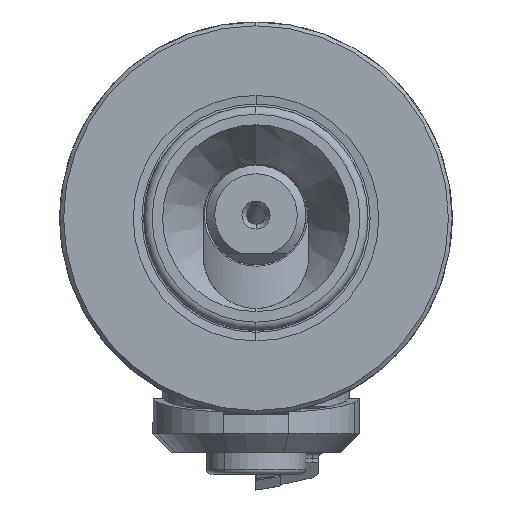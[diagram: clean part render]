
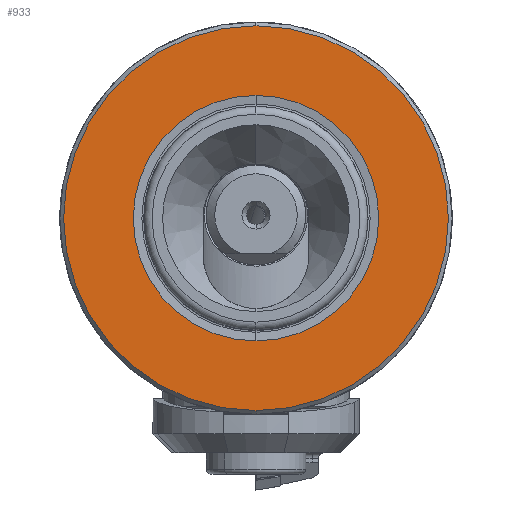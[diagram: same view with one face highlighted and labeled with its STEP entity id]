
A CAD part, left-side view. The second image highlights one B-rep face of the part: STEP entity #933.
In plain terms, the highlighted planar face has unit normal (-1, 0, 0).
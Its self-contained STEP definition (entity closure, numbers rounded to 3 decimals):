
#826 = CIRCLE ( 'NONE', #3621, 19.715 ) ;
#933 = ADVANCED_FACE ( 'NONE', ( #13403, #6374 ), #20515, .F. ) ;
#1660 = CIRCLE ( 'NONE', #37297, 30.9 ) ;
#2026 = AXIS2_PLACEMENT_3D ( 'NONE', #24339, #6518, #27350 ) ;
#3546 = EDGE_CURVE ( 'NONE', #29549, #6661, #28564, .T. ) ;
#3621 = AXIS2_PLACEMENT_3D ( 'NONE', #6102, #26943, #9071 ) ;
#3740 = CARTESIAN_POINT ( 'NONE',  ( 0., 0., 0. ) ) ;
#5486 = VERTEX_POINT ( 'NONE', #21517 ) ;
#5700 = DIRECTION ( 'NONE',  ( 0., 0., -1. ) ) ;
#6102 = CARTESIAN_POINT ( 'NONE',  ( 0., 0., 0. ) ) ;
#6355 = CARTESIAN_POINT ( 'NONE',  ( 0., 0., 19.715 ) ) ;
#6374 = FACE_OUTER_BOUND ( 'NONE', #38344, .T. ) ;
#6518 = DIRECTION ( 'NONE',  ( -1., 0., 0. ) ) ;
#6661 = VERTEX_POINT ( 'NONE', #10317 ) ;
#6676 = DIRECTION ( 'NONE',  ( 0., 0., 1. ) ) ;
#7138 = CARTESIAN_POINT ( 'NONE',  ( 0., 0., 0. ) ) ;
#9071 = DIRECTION ( 'NONE',  ( 0., 0., 1. ) ) ;
#9206 = ORIENTED_EDGE ( 'NONE', *, *, #14310, .T. ) ;
#9481 = EDGE_CURVE ( 'NONE', #19434, #5486, #17213, .T. ) ;
#10150 = DIRECTION ( 'NONE',  ( 0., 0., 1. ) ) ;
#10317 = CARTESIAN_POINT ( 'NONE',  ( 0., 0., -30.9 ) ) ;
#10418 = EDGE_LOOP ( 'NONE', ( #24981, #29089 ) ) ;
#13403 = FACE_BOUND ( 'NONE', #10418, .T. ) ;
#14310 = EDGE_CURVE ( 'NONE', #6661, #29549, #1660, .T. ) ;
#17213 = CIRCLE ( 'NONE', #37211, 19.715 ) ;
#17564 = CARTESIAN_POINT ( 'NONE',  ( 0., 19.715, 0. ) ) ;
#19434 = VERTEX_POINT ( 'NONE', #6355 ) ;
#19687 = CARTESIAN_POINT ( 'NONE',  ( 0., 0., 30.9 ) ) ;
#20515 = PLANE ( 'NONE',  #38519 ) ;
#21097 = ORIENTED_EDGE ( 'NONE', *, *, #3546, .T. ) ;
#21517 = CARTESIAN_POINT ( 'NONE',  ( 0., 0., -19.715 ) ) ;
#21573 = EDGE_CURVE ( 'NONE', #5486, #19434, #826, .T. ) ;
#23492 = DIRECTION ( 'NONE',  ( 1., 0., 0. ) ) ;
#24339 = CARTESIAN_POINT ( 'NONE',  ( 0., 0., 0. ) ) ;
#24518 = DIRECTION ( 'NONE',  ( -1., 0., 0. ) ) ;
#24981 = ORIENTED_EDGE ( 'NONE', *, *, #9481, .F. ) ;
#26943 = DIRECTION ( 'NONE',  ( -1., 0., 0. ) ) ;
#27350 = DIRECTION ( 'NONE',  ( 0., 0., 1. ) ) ;
#27960 = DIRECTION ( 'NONE',  ( -1., 0., 0. ) ) ;
#28564 = CIRCLE ( 'NONE', #2026, 30.9 ) ;
#29089 = ORIENTED_EDGE ( 'NONE', *, *, #21573, .F. ) ;
#29549 = VERTEX_POINT ( 'NONE', #19687 ) ;
#37211 = AXIS2_PLACEMENT_3D ( 'NONE', #3740, #24518, #6676 ) ;
#37297 = AXIS2_PLACEMENT_3D ( 'NONE', #7138, #27960, #10150 ) ;
#38344 = EDGE_LOOP ( 'NONE', ( #9206, #21097 ) ) ;
#38519 = AXIS2_PLACEMENT_3D ( 'NONE', #17564, #23492, #5700 ) ;
